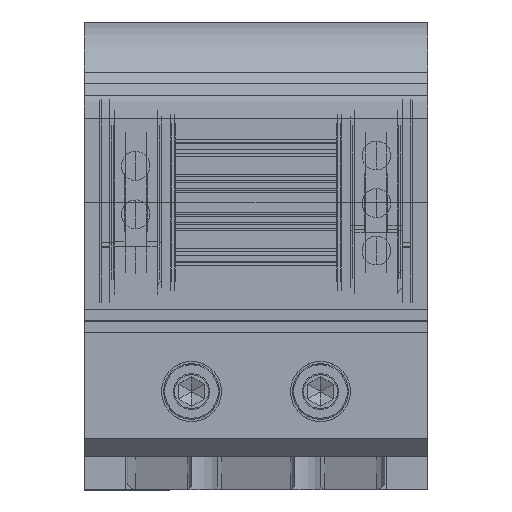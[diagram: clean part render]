
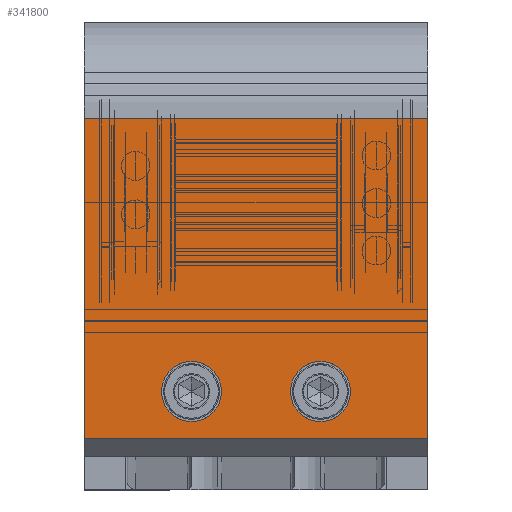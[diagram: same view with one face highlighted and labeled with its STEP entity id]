
A CAD part, top view. The second image highlights one B-rep face of the part: STEP entity #341800.
In plain terms, the highlighted planar face has unit normal (0, 0, 1).
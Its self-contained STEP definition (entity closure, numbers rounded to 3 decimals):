
#7615 = VECTOR ( 'NONE', #27746, 1000. ) ;
#9641 = VERTEX_POINT ( 'NONE', #20103 ) ;
#11674 = CARTESIAN_POINT ( 'NONE',  ( 185.798, 163.238, 570.351 ) ) ;
#12250 = DIRECTION ( 'NONE',  ( -1., 0., 0. ) ) ;
#14759 = EDGE_LOOP ( 'NONE', ( #99245, #300236, #59598, #270552 ) ) ;
#18072 = FACE_BOUND ( 'NONE', #127731, .T. ) ;
#18317 = CARTESIAN_POINT ( 'NONE',  ( 105.798, 163.238, 570.351 ) ) ;
#20103 = CARTESIAN_POINT ( 'NONE',  ( 137.798, 174.238, 570.351 ) ) ;
#21747 = DIRECTION ( 'NONE',  ( 0., 0., 1. ) ) ;
#27746 = DIRECTION ( 'NONE',  ( 0., -1., 0. ) ) ;
#36749 = VECTOR ( 'NONE', #357456, 1000. ) ;
#39469 = CIRCLE ( 'NONE', #111926, 7. ) ;
#43002 = DIRECTION ( 'NONE',  ( 0., -1., 0. ) ) ;
#44664 = VERTEX_POINT ( 'NONE', #185941 ) ;
#46018 = CARTESIAN_POINT ( 'NONE',  ( 185.798, 237.738, 570.351 ) ) ;
#55605 = DIRECTION ( 'NONE',  ( 0., 0., 1. ) ) ;
#59598 = ORIENTED_EDGE ( 'NONE', *, *, #206684, .F. ) ;
#62025 = CARTESIAN_POINT ( 'NONE',  ( 185.798, 237.738, 570.351 ) ) ;
#67145 = FACE_OUTER_BOUND ( 'NONE', #14759, .T. ) ;
#71071 = AXIS2_PLACEMENT_3D ( 'NONE', #170948, #21747, #193573 ) ;
#81737 = DIRECTION ( 'NONE',  ( 0., 0., 1. ) ) ;
#83600 = CARTESIAN_POINT ( 'NONE',  ( 160.798, 174.238, 570.351 ) ) ;
#89237 = AXIS2_PLACEMENT_3D ( 'NONE', #159280, #215818, #210244 ) ;
#99245 = ORIENTED_EDGE ( 'NONE', *, *, #171429, .T. ) ;
#106171 = VECTOR ( 'NONE', #354800, 1000. ) ;
#108061 = CARTESIAN_POINT ( 'NONE',  ( 105.798, 237.738, 570.351 ) ) ;
#111926 = AXIS2_PLACEMENT_3D ( 'NONE', #202726, #55605, #348382 ) ;
#112708 = LINE ( 'NONE', #142911, #7615 ) ;
#118630 = LINE ( 'NONE', #190139, #311411 ) ;
#126234 = EDGE_LOOP ( 'NONE', ( #367892, #362696 ) ) ;
#127731 = EDGE_LOOP ( 'NONE', ( #251945, #281461 ) ) ;
#133256 = FACE_BOUND ( 'NONE', #126234, .T. ) ;
#142911 = CARTESIAN_POINT ( 'NONE',  ( 185.798, 159.238, 570.351 ) ) ;
#149123 = EDGE_CURVE ( 'NONE', #9641, #297458, #215726, .T. ) ;
#149332 = EDGE_CURVE ( 'NONE', #265417, #44664, #155713, .T. ) ;
#155713 = CIRCLE ( 'NONE', #336760, 7. ) ;
#159280 = CARTESIAN_POINT ( 'NONE',  ( 130.798, 174.238, 570.351 ) ) ;
#170948 = CARTESIAN_POINT ( 'NONE',  ( 130.798, 174.238, 570.351 ) ) ;
#171385 = EDGE_CURVE ( 'NONE', #243174, #221209, #320918, .T. ) ;
#171429 = EDGE_CURVE ( 'NONE', #221209, #171448, #118630, .T. ) ;
#171448 = VERTEX_POINT ( 'NONE', #18317 ) ;
#178017 = LINE ( 'NONE', #11674, #36749 ) ;
#185941 = CARTESIAN_POINT ( 'NONE',  ( 153.798, 174.238, 570.351 ) ) ;
#190139 = CARTESIAN_POINT ( 'NONE',  ( 105.798, 159.238, 570.351 ) ) ;
#193573 = DIRECTION ( 'NONE',  ( 1., 0., 0. ) ) ;
#202726 = CARTESIAN_POINT ( 'NONE',  ( 160.798, 174.238, 570.351 ) ) ;
#206684 = EDGE_CURVE ( 'NONE', #243174, #363935, #112708, .T. ) ;
#210244 = DIRECTION ( 'NONE',  ( 1., 0., 0. ) ) ;
#215726 = CIRCLE ( 'NONE', #71071, 7. ) ;
#215818 = DIRECTION ( 'NONE',  ( 0., 0., 1. ) ) ;
#221209 = VERTEX_POINT ( 'NONE', #108061 ) ;
#238955 = DIRECTION ( 'NONE',  ( 0., 0., -1. ) ) ;
#243174 = VERTEX_POINT ( 'NONE', #46018 ) ;
#245451 = AXIS2_PLACEMENT_3D ( 'NONE', #263715, #238955, #12250 ) ;
#251945 = ORIENTED_EDGE ( 'NONE', *, *, #149123, .F. ) ;
#252028 = CIRCLE ( 'NONE', #89237, 7. ) ;
#255486 = DIRECTION ( 'NONE',  ( 1., 0., 0. ) ) ;
#263715 = CARTESIAN_POINT ( 'NONE',  ( 185.798, 159.238, 570.351 ) ) ;
#265417 = VERTEX_POINT ( 'NONE', #294652 ) ;
#270552 = ORIENTED_EDGE ( 'NONE', *, *, #171385, .T. ) ;
#281461 = ORIENTED_EDGE ( 'NONE', *, *, #286871, .F. ) ;
#286871 = EDGE_CURVE ( 'NONE', #297458, #9641, #252028, .T. ) ;
#294652 = CARTESIAN_POINT ( 'NONE',  ( 167.798, 174.238, 570.351 ) ) ;
#297458 = VERTEX_POINT ( 'NONE', #331240 ) ;
#300236 = ORIENTED_EDGE ( 'NONE', *, *, #366649, .T. ) ;
#311411 = VECTOR ( 'NONE', #43002, 1000. ) ;
#320918 = LINE ( 'NONE', #62025, #106171 ) ;
#322257 = PLANE ( 'NONE',  #245451 ) ;
#331240 = CARTESIAN_POINT ( 'NONE',  ( 123.798, 174.238, 570.351 ) ) ;
#336760 = AXIS2_PLACEMENT_3D ( 'NONE', #83600, #81737, #255486 ) ;
#338557 = CARTESIAN_POINT ( 'NONE',  ( 185.798, 163.238, 570.351 ) ) ;
#341800 = ADVANCED_FACE ( 'NONE', ( #18072, #133256, #67145 ), #322257, .F. ) ;
#348382 = DIRECTION ( 'NONE',  ( 1., 0., 0. ) ) ;
#354800 = DIRECTION ( 'NONE',  ( -1., 0., 0. ) ) ;
#357456 = DIRECTION ( 'NONE',  ( 1., 0., 0. ) ) ;
#362696 = ORIENTED_EDGE ( 'NONE', *, *, #370972, .F. ) ;
#363935 = VERTEX_POINT ( 'NONE', #338557 ) ;
#366649 = EDGE_CURVE ( 'NONE', #171448, #363935, #178017, .T. ) ;
#367892 = ORIENTED_EDGE ( 'NONE', *, *, #149332, .F. ) ;
#370972 = EDGE_CURVE ( 'NONE', #44664, #265417, #39469, .T. ) ;
